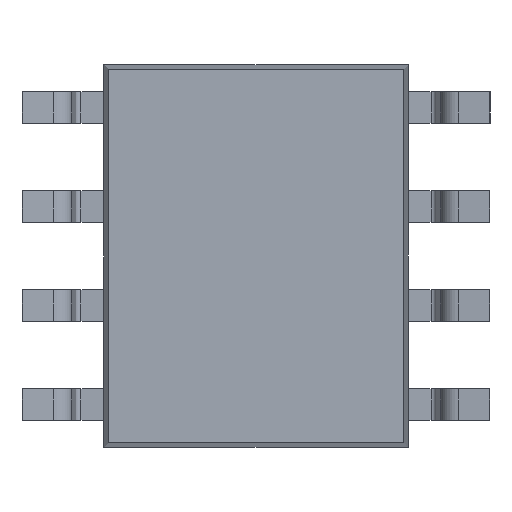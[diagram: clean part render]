
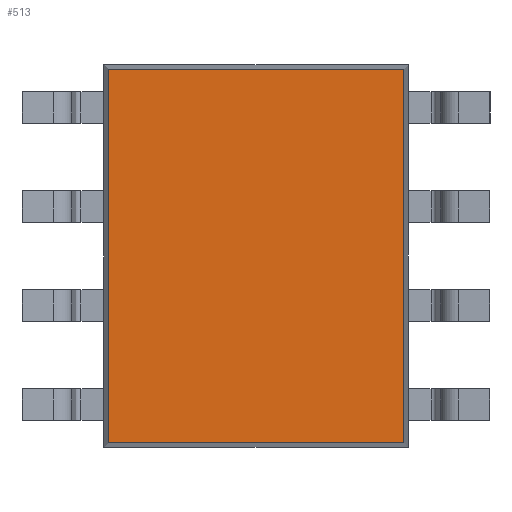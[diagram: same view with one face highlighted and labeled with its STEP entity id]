
A CAD part, front view. The second image highlights one B-rep face of the part: STEP entity #513.
In plain terms, the highlighted planar face has unit normal (0, -1, 0).
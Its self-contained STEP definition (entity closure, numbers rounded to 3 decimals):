
#24 = VERTEX_POINT ( 'NONE', #2625 ) ;
#199 = ORIENTED_EDGE ( 'NONE', *, *, #3732, .T. ) ;
#286 = DIRECTION ( 'NONE',  ( 0., -1., 0. ) ) ;
#513 = ADVANCED_FACE ( 'NONE', ( #578 ), #1521, .T. ) ;
#578 = FACE_OUTER_BOUND ( 'NONE', #2166, .T. ) ;
#624 = ORIENTED_EDGE ( 'NONE', *, *, #2821, .T. ) ;
#639 = DIRECTION ( 'NONE',  ( 0., 0., -1. ) ) ;
#749 = VERTEX_POINT ( 'NONE', #3008 ) ;
#865 = VECTOR ( 'NONE', #1358, 1000. ) ;
#1070 = LINE ( 'NONE', #3611, #865 ) ;
#1148 = VECTOR ( 'NONE', #3882, 1000. ) ;
#1181 = ORIENTED_EDGE ( 'NONE', *, *, #1501, .T. ) ;
#1342 = LINE ( 'NONE', #2610, #1148 ) ;
#1358 = DIRECTION ( 'NONE',  ( 0., 0., -1. ) ) ;
#1501 = EDGE_CURVE ( 'NONE', #3137, #749, #1342, .T. ) ;
#1521 = PLANE ( 'NONE',  #2208 ) ;
#1639 = VECTOR ( 'NONE', #2785, 1000. ) ;
#2166 = EDGE_LOOP ( 'NONE', ( #1181, #624, #2719, #199 ) ) ;
#2208 = AXIS2_PLACEMENT_3D ( 'NONE', #3770, #286, #639 ) ;
#2372 = VECTOR ( 'NONE', #3112, 1000. ) ;
#2388 = CARTESIAN_POINT ( 'NONE',  ( 1.95, 0.25, 2.392 ) ) ;
#2456 = LINE ( 'NONE', #2388, #1639 ) ;
#2596 = CARTESIAN_POINT ( 'NONE',  ( -1.892, 0.25, -2.392 ) ) ;
#2610 = CARTESIAN_POINT ( 'NONE',  ( -1.95, 0.25, -2.392 ) ) ;
#2625 = CARTESIAN_POINT ( 'NONE',  ( 1.892, 0.25, 2.392 ) ) ;
#2718 = CARTESIAN_POINT ( 'NONE',  ( 1.892, 0.25, -2.45 ) ) ;
#2719 = ORIENTED_EDGE ( 'NONE', *, *, #2792, .T. ) ;
#2785 = DIRECTION ( 'NONE',  ( -1., 0., 0. ) ) ;
#2792 = EDGE_CURVE ( 'NONE', #24, #3153, #2456, .T. ) ;
#2821 = EDGE_CURVE ( 'NONE', #749, #24, #3976, .T. ) ;
#3008 = CARTESIAN_POINT ( 'NONE',  ( 1.892, 0.25, -2.392 ) ) ;
#3112 = DIRECTION ( 'NONE',  ( 0., 0., 1. ) ) ;
#3137 = VERTEX_POINT ( 'NONE', #2596 ) ;
#3153 = VERTEX_POINT ( 'NONE', #3233 ) ;
#3233 = CARTESIAN_POINT ( 'NONE',  ( -1.892, 0.25, 2.392 ) ) ;
#3611 = CARTESIAN_POINT ( 'NONE',  ( -1.892, 0.25, 2.45 ) ) ;
#3732 = EDGE_CURVE ( 'NONE', #3153, #3137, #1070, .T. ) ;
#3770 = CARTESIAN_POINT ( 'NONE',  ( 0., 0.25, 0. ) ) ;
#3882 = DIRECTION ( 'NONE',  ( 1., 0., 0. ) ) ;
#3976 = LINE ( 'NONE', #2718, #2372 ) ;
